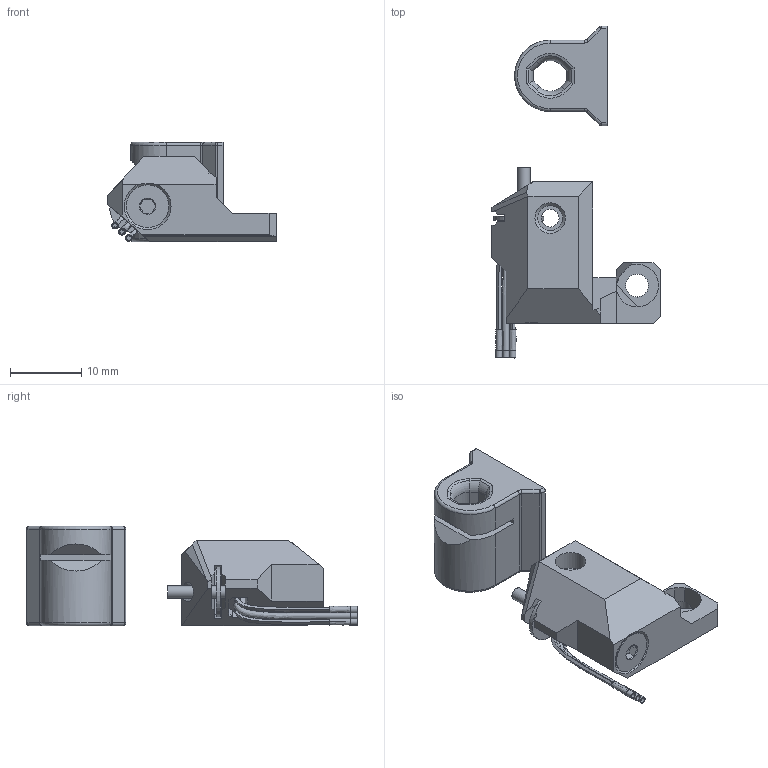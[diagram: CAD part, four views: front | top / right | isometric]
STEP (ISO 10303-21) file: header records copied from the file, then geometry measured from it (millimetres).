
FILE_DESCRIPTION(/* description */ ('','CAx-IF Rec.Pracs.---Representation and Presentation of Product Manufacturing Information (PMI)---4.0---2014-10-13'),/* implementation_level */ '2;1');
FILE_NAME(/* name */ 'LGX-lite_filamen_sensor.step',/* time_stamp */ '2025-02-17T19:40:35+01:00',/* author */ (''),/* organization */ (''),/* preprocessor_version */ 'ST-DEVELOPER v20',/* originating_system */ 'Autodesk Translation Framework v13.20.0.188',/* authorisation */ '');
FILE_SCHEMA (('AP242_MANAGED_MODEL_BASED_3D_ENGINEERING_MIM_LF { 1 0 10303 442 1 1 4 }'));
Length unit declared in the file: millimetre
Products named in the file (7): LGX-lite_hall-fsensor; Magnet6x3 v1; AH3364Q-P-B v4; ferromagnetic washer; 92125A126_NO THREADS_18-8 Stainless Steel Hex Drive Flat Head Screw; Filament stump; PTFE cut jig
Assembly tree (6 placements, depth 2):
  LGX-lite_hall-fsensor
    Magnet6x3 v1
    AH3364Q-P-B v4
    ferromagnetic washer
    92125A126_NO THREADS_18-8 Stainless Steel Hex Drive Flat Head Screw
    Filament stump
    PTFE cut jig
Bounding box: 23.65 x 46.64 x 14 mm (x, y, z)
Volume: 4059.8 mm3; surface area: 3706.3 mm2
Topology: 11 solids, 11 shells, 246 faces, 589 edges, 369 vertices
Faces by surface type: plane 147, cylinder 55, cone 16, bspline 14, torus 10, sphere 4
Full cylindrical faces by diameter (mm): 0.75 x3, 0.9 x3, 1.75 x3, 2.5 x1, 2.8 x1, 3 x1, 3.2 x2, 4.3 x2, 6 x2, 7 x1
Entity records: 9370 total; most frequent: CARTESIAN_POINT 3391, DIRECTION 1183, ORIENTED_EDGE 1178, EDGE_CURVE 589, LINE 403, VECTOR 403, AXIS2_PLACEMENT_3D 390, VERTEX_POINT 369
